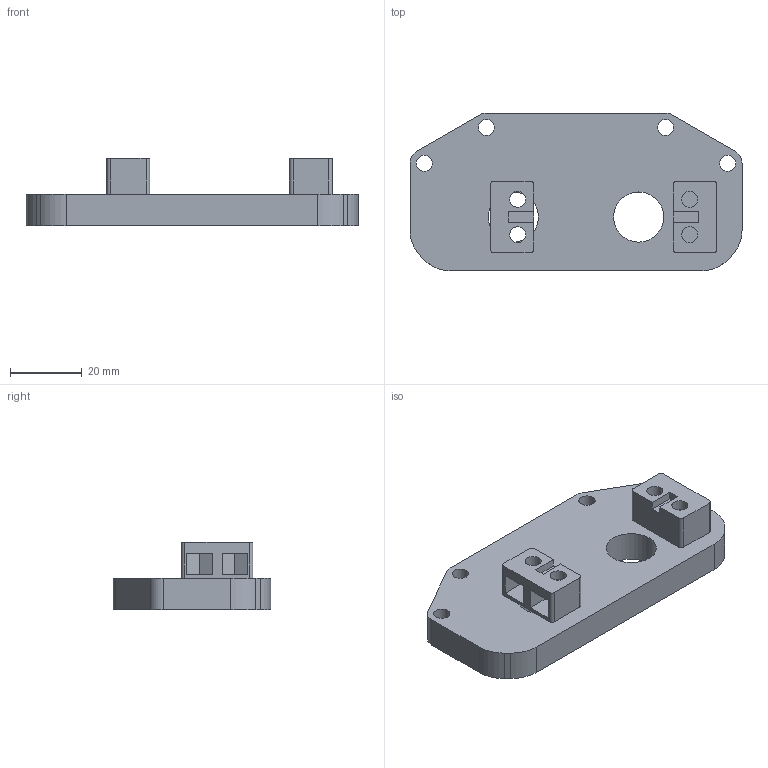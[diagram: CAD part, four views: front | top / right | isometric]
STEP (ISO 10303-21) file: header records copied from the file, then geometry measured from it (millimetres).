
FILE_DESCRIPTION(('FreeCAD Model'),'2;1');
FILE_NAME('Open CASCADE Shape Model','2024-10-24T11:43:00',(''),(''), 'Open CASCADE STEP processor 7.7','FreeCAD','Unknown');
FILE_SCHEMA(('AUTOMOTIVE_DESIGN { 1 0 10303 214 1 1 1 1 }'));
Length unit declared in the file: millimetre
Products named in the file (2): Claw Base; Claw Base Body
Assembly tree (1 placements, depth 2):
  Claw Base
    Claw Base Body
Bounding box: 92.64 x 44 x 18.7 mm (x, y, z)
Volume: 32277 mm3; surface area: 12925.2 mm2
Topology: 1 solids, 1 shells, 87 faces, 246 edges, 164 vertices
Faces by surface type: plane 57, cylinder 30
Full cylindrical faces by diameter (mm): 4.5 x12, 14 x2
Entity records: 2924 total; most frequent: CARTESIAN_POINT 499, DIRECTION 496, ORIENTED_EDGE 492, EDGE_CURVE 246, LINE 174, VECTOR 174, VERTEX_POINT 164, AXIS2_PLACEMENT_3D 161
